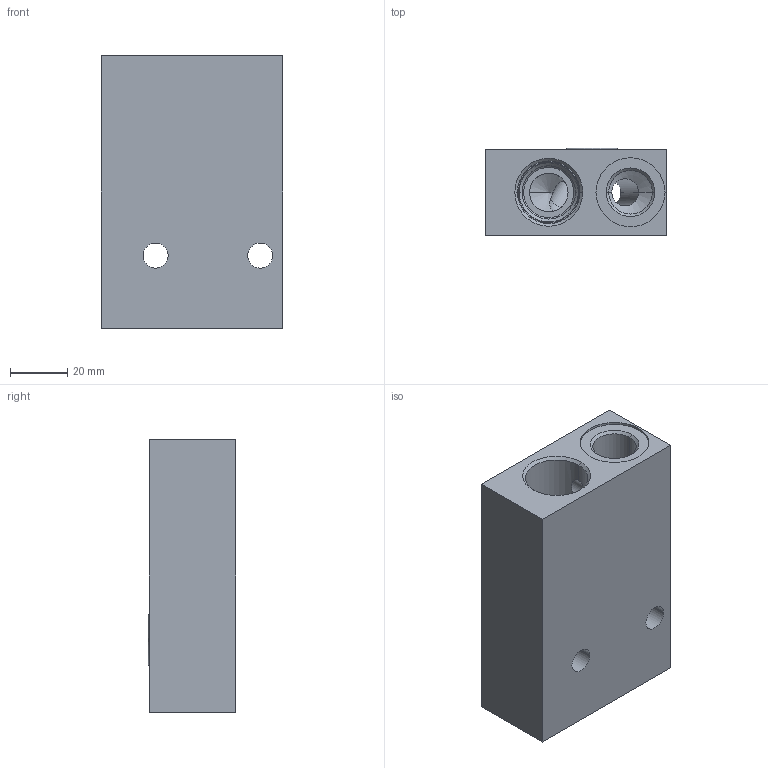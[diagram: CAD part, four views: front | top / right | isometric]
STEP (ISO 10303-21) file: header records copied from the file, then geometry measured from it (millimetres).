
FILE_DESCRIPTION((''),'2;1');
FILE_NAME('ZTD_ASM','2019-09-10T',('ProEService'),(''),'PRO/ENGINEER BY PARAMETRIC TECHNOLOGY CORPORATION, 2014200','PRO/ENGINEER BY PARAMETRIC TECHNOLOGY CORPORATION, 2014200','');
FILE_SCHEMA(('CONFIG_CONTROL_DESIGN'));
Length unit declared in the file: inch
Products named in the file (3): 150-800-003; 500-001-113; ZTD_ASM
Assembly tree (2 placements, depth 2):
  ZTD_ASM
    150-800-003
    500-001-113
Bounding box: 63.5 x 30.63 x 95.25 mm (x, y, z)
Volume: 142194.6 mm3; surface area: 33499.5 mm2
Topology: 2 solids, 2 shells, 92 faces, 440 edges, 436 vertices
Faces by surface type: cylinder 42, cone 25, plane 14, sphere 5, revolution 4, torus 2
Entity records: 5576 total; most frequent: CARTESIAN_POINT 2234, DIRECTION 668, ORIENTED_EDGE 452, VECTOR 290, LINE 290, EDGE_CURVE 226, TRIMMED_CURVE 210, AXIS2_PLACEMENT_3D 187
